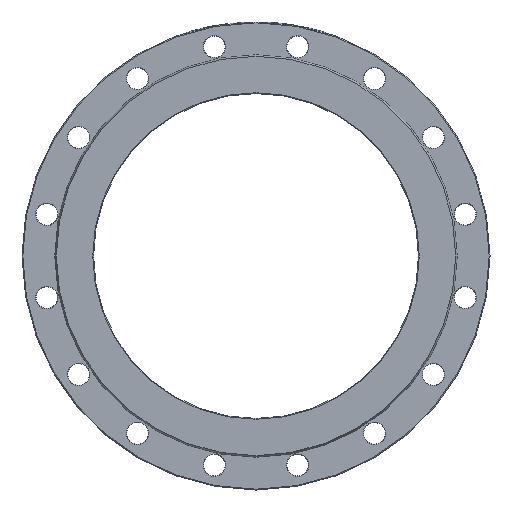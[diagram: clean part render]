
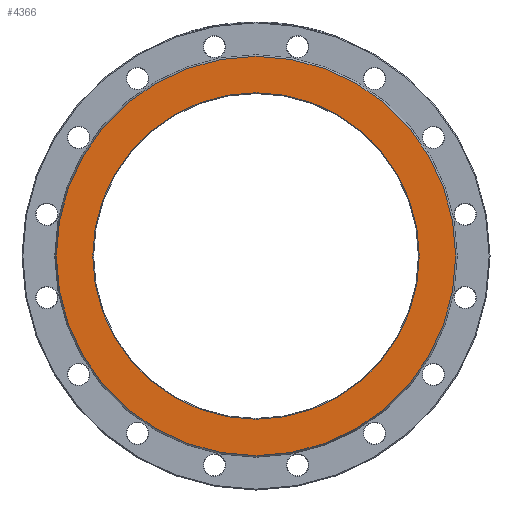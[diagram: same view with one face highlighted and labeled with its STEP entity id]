
A CAD part, left-side view. The second image highlights one B-rep face of the part: STEP entity #4366.
In plain terms, the highlighted planar face has unit normal (-1, 0, 0).
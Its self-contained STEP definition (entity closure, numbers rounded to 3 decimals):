
#588 = AXIS2_PLACEMENT_3D ( 'NONE', #4620, #1394, #1467 ) ;
#749 = CIRCLE ( 'NONE', #1670, 241. ) ;
#784 = DIRECTION ( 'NONE',  ( -1., 0., 0. ) ) ;
#825 = EDGE_LOOP ( 'NONE', ( #4464 ) ) ;
#964 = ORIENTED_EDGE ( 'NONE', *, *, #2870, .T. ) ;
#1394 = DIRECTION ( 'NONE',  ( 1., 0., 0. ) ) ;
#1395 = AXIS2_PLACEMENT_3D ( 'NONE', #5759, #3634, #1940 ) ;
#1462 = FACE_BOUND ( 'NONE', #4118, .T. ) ;
#1467 = DIRECTION ( 'NONE',  ( 0., 0., -1. ) ) ;
#1670 = AXIS2_PLACEMENT_3D ( 'NONE', #2385, #784, #3502 ) ;
#1940 = DIRECTION ( 'NONE',  ( 0., 0., -1. ) ) ;
#2385 = CARTESIAN_POINT ( 'NONE',  ( 0., 0., 0. ) ) ;
#2870 = EDGE_CURVE ( 'NONE', #6115, #6115, #3709, .T. ) ;
#3502 = DIRECTION ( 'NONE',  ( 0., 0., 1. ) ) ;
#3634 = DIRECTION ( 'NONE',  ( 1., 0., 0. ) ) ;
#3709 = CIRCLE ( 'NONE', #588, 197.1 ) ;
#4118 = EDGE_LOOP ( 'NONE', ( #964 ) ) ;
#4366 = ADVANCED_FACE ( 'NONE', ( #1462, #4652 ), #6302, .F. ) ;
#4464 = ORIENTED_EDGE ( 'NONE', *, *, #5076, .T. ) ;
#4620 = CARTESIAN_POINT ( 'NONE',  ( 0., 0., 0. ) ) ;
#4652 = FACE_OUTER_BOUND ( 'NONE', #825, .T. ) ;
#5076 = EDGE_CURVE ( 'NONE', #5612, #5612, #749, .T. ) ;
#5612 = VERTEX_POINT ( 'NONE', #6230 ) ;
#5759 = CARTESIAN_POINT ( 'NONE',  ( 0., 196.1, 0. ) ) ;
#6115 = VERTEX_POINT ( 'NONE', #6562 ) ;
#6230 = CARTESIAN_POINT ( 'NONE',  ( 0., 0., 241. ) ) ;
#6302 = PLANE ( 'NONE',  #1395 ) ;
#6562 = CARTESIAN_POINT ( 'NONE',  ( 0., 0., -197.1 ) ) ;
